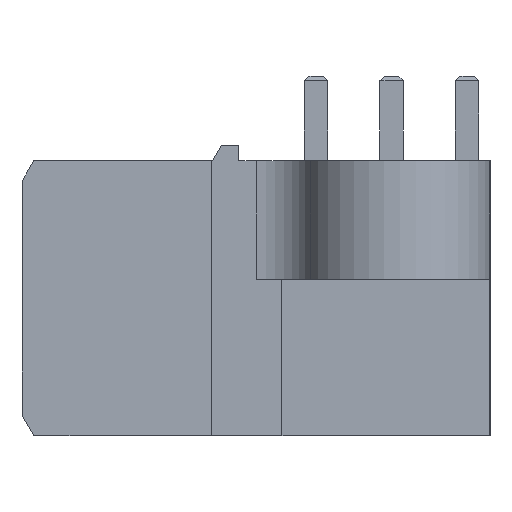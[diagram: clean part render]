
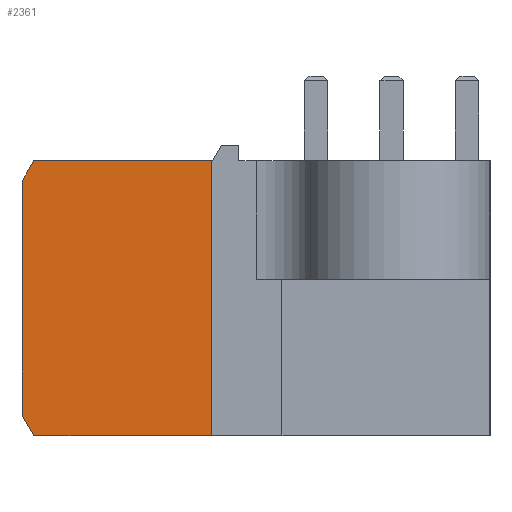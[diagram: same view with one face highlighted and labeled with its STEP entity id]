
A CAD part, left-side view. The second image highlights one B-rep face of the part: STEP entity #2361.
In plain terms, the highlighted planar face has unit normal (-1, 0, 0).
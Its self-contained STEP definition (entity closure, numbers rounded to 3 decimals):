
#2361 = ADVANCED_FACE( '', ( #5999 ), #6000, .F. );
#5999 = FACE_OUTER_BOUND( '', #10950, .T. );
#6000 = PLANE( '', #10951 );
#10950 = EDGE_LOOP( '', ( #17905, #17906, #17907, #17908, #17909, #17910 ) );
#10951 = AXIS2_PLACEMENT_3D( '', #17911, #17912, #17913 );
#17905 = ORIENTED_EDGE( '', *, *, #31063, .F. );
#17906 = ORIENTED_EDGE( '', *, *, #32626, .T. );
#17907 = ORIENTED_EDGE( '', *, *, #32627, .T. );
#17908 = ORIENTED_EDGE( '', *, *, #32628, .T. );
#17909 = ORIENTED_EDGE( '', *, *, #32629, .T. );
#17910 = ORIENTED_EDGE( '', *, *, #32630, .T. );
#17911 = CARTESIAN_POINT( '', ( -28.115, 15.75, 4.884 ) );
#17912 = DIRECTION( '', ( 1., 0., 0. ) );
#17913 = DIRECTION( '', ( 0., 0., -1. ) );
#31063 = EDGE_CURVE( '', #37593, #37595, #37596, .T. );
#32626 = EDGE_CURVE( '', #37593, #40323, #40324, .T. );
#32627 = EDGE_CURVE( '', #40323, #40325, #40326, .T. );
#32628 = EDGE_CURVE( '', #40325, #40327, #40328, .T. );
#32629 = EDGE_CURVE( '', #40327, #40329, #40330, .T. );
#32630 = EDGE_CURVE( '', #40329, #37595, #40331, .T. );
#37593 = VERTEX_POINT( '', #47113 );
#37595 = VERTEX_POINT( '', #47116 );
#37596 = LINE( '', #47117, #47118 );
#40323 = VERTEX_POINT( '', #50987 );
#40324 = LINE( '', #50988, #50989 );
#40325 = VERTEX_POINT( '', #50990 );
#40326 = LINE( '', #50991, #50992 );
#40327 = VERTEX_POINT( '', #50993 );
#40328 = LINE( '', #50994, #50995 );
#40329 = VERTEX_POINT( '', #50996 );
#40330 = LINE( '', #50997, #50998 );
#40331 = LINE( '', #50999, #51000 );
#47113 = CARTESIAN_POINT( '', ( -28.115, 9.374, 4.376 ) );
#47116 = CARTESIAN_POINT( '', ( -28.115, 9.374, -4.884 ) );
#47117 = CARTESIAN_POINT( '', ( -28.115, 9.374, 4.884 ) );
#47118 = VECTOR( '', #60030, 1000. );
#50987 = CARTESIAN_POINT( '', ( -28.115, 15.35, 4.376 ) );
#50988 = CARTESIAN_POINT( '', ( -28.115, 15.75, 4.376 ) );
#50989 = VECTOR( '', #61662, 1000. );
#50990 = CARTESIAN_POINT( '', ( -28.115, 15.75, 3.683 ) );
#50991 = CARTESIAN_POINT( '', ( -28.115, 15.23, 4.584 ) );
#50992 = VECTOR( '', #61663, 1000. );
#50993 = CARTESIAN_POINT( '', ( -28.115, 15.75, -4.191 ) );
#50994 = CARTESIAN_POINT( '', ( -28.115, 15.75, 4.884 ) );
#50995 = VECTOR( '', #61664, 1000. );
#50996 = CARTESIAN_POINT( '', ( -28.115, 15.35, -4.884 ) );
#50997 = CARTESIAN_POINT( '', ( -28.115, 19.68, 2.615 ) );
#50998 = VECTOR( '', #61665, 1000. );
#50999 = CARTESIAN_POINT( '', ( -28.115, 15.75, -4.884 ) );
#51000 = VECTOR( '', #61666, 1000. );
#60030 = DIRECTION( '', ( 0., 0., -1. ) );
#61662 = DIRECTION( '', ( 0., 1., 0. ) );
#61663 = DIRECTION( '', ( 0., 0.5, -0.866 ) );
#61664 = DIRECTION( '', ( 0., 0., -1. ) );
#61665 = DIRECTION( '', ( 0., -0.5, -0.866 ) );
#61666 = DIRECTION( '', ( 0., -1., 0. ) );
